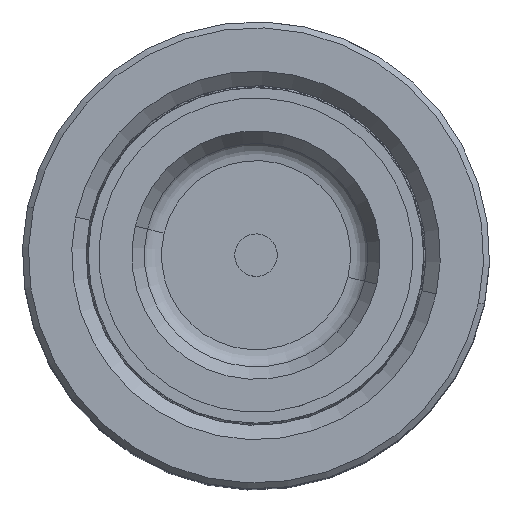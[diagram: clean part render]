
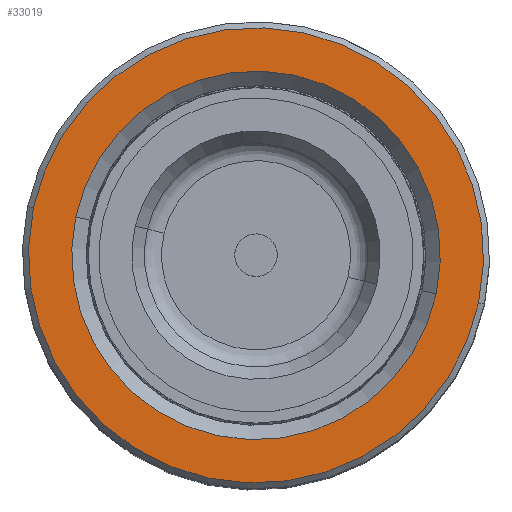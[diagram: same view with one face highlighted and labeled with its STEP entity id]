
A CAD part, top view. The second image highlights one B-rep face of the part: STEP entity #33019.
In plain terms, the highlighted planar face has unit normal (0, 0, 1).
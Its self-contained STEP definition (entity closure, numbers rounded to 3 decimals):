
#151 = AXIS2_PLACEMENT_3D ( 'NONE', #20897, #17325, #55832 ) ;
#3473 = CARTESIAN_POINT ( 'NONE',  ( 0., 0., 80. ) ) ;
#5648 = CARTESIAN_POINT ( 'NONE',  ( 0., 0., 80. ) ) ;
#10099 = DIRECTION ( 'NONE',  ( 0., 0., -1. ) ) ;
#10120 = CARTESIAN_POINT ( 'NONE',  ( -21.7, 0., 80. ) ) ;
#11252 = VERTEX_POINT ( 'NONE', #10120 ) ;
#11527 = EDGE_LOOP ( 'NONE', ( #16848, #48468 ) ) ;
#14074 = CIRCLE ( 'NONE', #18919, 21.7 ) ;
#15885 = CARTESIAN_POINT ( 'NONE',  ( -26.8, 0., 80. ) ) ;
#16086 = CARTESIAN_POINT ( 'NONE',  ( 26.8, 0., 80. ) ) ;
#16848 = ORIENTED_EDGE ( 'NONE', *, *, #32965, .T. ) ;
#17325 = DIRECTION ( 'NONE',  ( 0., 0., 1. ) ) ;
#18626 = EDGE_CURVE ( 'NONE', #11252, #43126, #46490, .T. ) ;
#18919 = AXIS2_PLACEMENT_3D ( 'NONE', #58050, #34071, #39301 ) ;
#20897 = CARTESIAN_POINT ( 'NONE',  ( 0., 0., 80. ) ) ;
#24873 = FACE_BOUND ( 'NONE', #28925, .T. ) ;
#25962 = CARTESIAN_POINT ( 'NONE',  ( 0., 0., 80. ) ) ;
#26189 = AXIS2_PLACEMENT_3D ( 'NONE', #3473, #56114, #27681 ) ;
#27210 = ORIENTED_EDGE ( 'NONE', *, *, #42525, .T. ) ;
#27681 = DIRECTION ( 'NONE',  ( 1., 0., 0. ) ) ;
#28738 = CARTESIAN_POINT ( 'NONE',  ( 21.7, 0., 80. ) ) ;
#28925 = EDGE_LOOP ( 'NONE', ( #27210, #36853 ) ) ;
#29250 = AXIS2_PLACEMENT_3D ( 'NONE', #25962, #59861, #40270 ) ;
#32965 = EDGE_CURVE ( 'NONE', #55410, #34975, #46678, .T. ) ;
#33019 = ADVANCED_FACE ( 'NONE', ( #44455, #24873 ), #36087, .T. ) ;
#34071 = DIRECTION ( 'NONE',  ( 0., 0., -1. ) ) ;
#34975 = VERTEX_POINT ( 'NONE', #16086 ) ;
#36087 = PLANE ( 'NONE',  #151 ) ;
#36853 = ORIENTED_EDGE ( 'NONE', *, *, #18626, .T. ) ;
#39117 = AXIS2_PLACEMENT_3D ( 'NONE', #5648, #10099, #58080 ) ;
#39301 = DIRECTION ( 'NONE',  ( 1., 0., 0. ) ) ;
#40270 = DIRECTION ( 'NONE',  ( 1., 0., 0. ) ) ;
#42525 = EDGE_CURVE ( 'NONE', #43126, #11252, #14074, .T. ) ;
#42851 = EDGE_CURVE ( 'NONE', #34975, #55410, #56197, .T. ) ;
#43126 = VERTEX_POINT ( 'NONE', #28738 ) ;
#44455 = FACE_OUTER_BOUND ( 'NONE', #11527, .T. ) ;
#46490 = CIRCLE ( 'NONE', #39117, 21.7 ) ;
#46678 = CIRCLE ( 'NONE', #29250, 26.8 ) ;
#48468 = ORIENTED_EDGE ( 'NONE', *, *, #42851, .T. ) ;
#55410 = VERTEX_POINT ( 'NONE', #15885 ) ;
#55832 = DIRECTION ( 'NONE',  ( 1., 0., 0. ) ) ;
#56114 = DIRECTION ( 'NONE',  ( 0., 0., 1. ) ) ;
#56197 = CIRCLE ( 'NONE', #26189, 26.8 ) ;
#58050 = CARTESIAN_POINT ( 'NONE',  ( 0., 0., 80. ) ) ;
#58080 = DIRECTION ( 'NONE',  ( 1., 0., 0. ) ) ;
#59861 = DIRECTION ( 'NONE',  ( 0., 0., 1. ) ) ;
